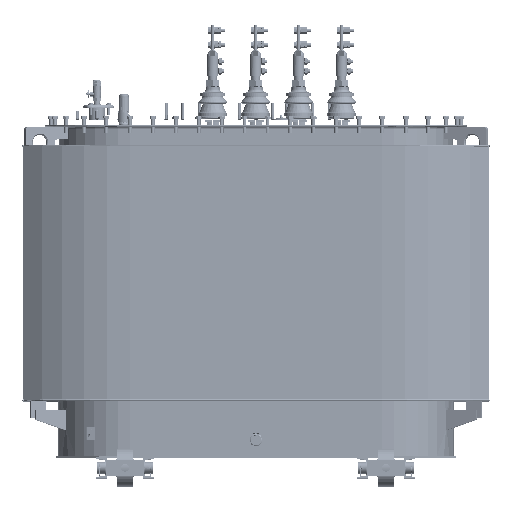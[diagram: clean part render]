
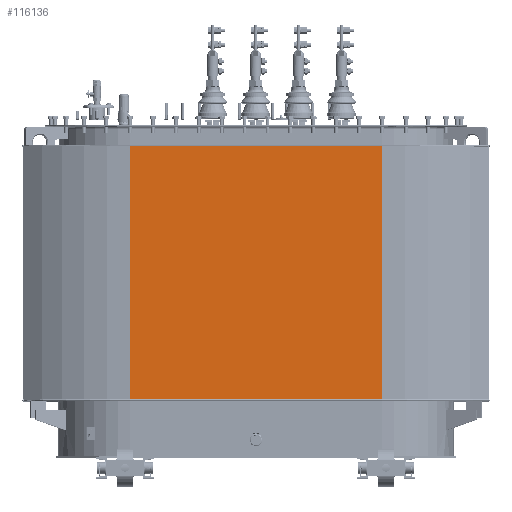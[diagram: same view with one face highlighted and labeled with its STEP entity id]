
A CAD part, top view. The second image highlights one B-rep face of the part: STEP entity #116136.
In plain terms, the highlighted planar face has unit normal (0, 0, -1).
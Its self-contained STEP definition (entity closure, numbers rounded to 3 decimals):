
#12338=LINE('',#212734,#19821);
#12390=LINE('',#212889,#19873);
#12391=LINE('',#212892,#19874);
#12392=LINE('',#212893,#19875);
#19821=VECTOR('',#155281,800.);
#19873=VECTOR('',#155435,800.);
#19874=VECTOR('',#155440,790.);
#19875=VECTOR('',#155441,790.);
#23362=PLANE('',#126830);
#36681=FACE_OUTER_BOUND('',#45687,.T.);
#45687=EDGE_LOOP('',(#102428,#102429,#102430,#102431));
#57211=VERTEX_POINT('',#212728);
#57213=VERTEX_POINT('',#212732);
#57264=VERTEX_POINT('',#212886);
#57265=VERTEX_POINT('',#212888);
#72237=EDGE_CURVE('',#57211,#57213,#12338,.T.);
#72314=EDGE_CURVE('',#57264,#57265,#12390,.T.);
#72316=EDGE_CURVE('',#57211,#57264,#12391,.T.);
#72317=EDGE_CURVE('',#57213,#57265,#12392,.T.);
#102428=ORIENTED_EDGE('',*,*,#72316,.F.);
#102429=ORIENTED_EDGE('',*,*,#72237,.T.);
#102430=ORIENTED_EDGE('',*,*,#72317,.T.);
#102431=ORIENTED_EDGE('',*,*,#72314,.F.);
#116136=ADVANCED_FACE('',(#36681),#23362,.F.);
#126830=AXIS2_PLACEMENT_3D('',#212891,#155438,#155439);
#155281=DIRECTION('',(0.,1.,0.));
#155435=DIRECTION('',(0.,1.,0.));
#155438=DIRECTION('center_axis',(0.,0.,1.));
#155439=DIRECTION('ref_axis',(1.,0.,0.));
#155440=DIRECTION('',(1.,0.,0.));
#155441=DIRECTION('',(1.,0.,0.));
#212728=CARTESIAN_POINT('',(-395.,180.,492.2));
#212732=CARTESIAN_POINT('',(-395.,980.,492.2));
#212734=CARTESIAN_POINT('',(-395.,180.,492.2));
#212886=CARTESIAN_POINT('',(395.,180.,492.2));
#212888=CARTESIAN_POINT('',(395.,980.,492.2));
#212889=CARTESIAN_POINT('',(395.,180.,492.2));
#212891=CARTESIAN_POINT('Origin',(-395.,180.,492.2));
#212892=CARTESIAN_POINT('',(-395.,180.,492.2));
#212893=CARTESIAN_POINT('',(-395.,980.,492.2));
